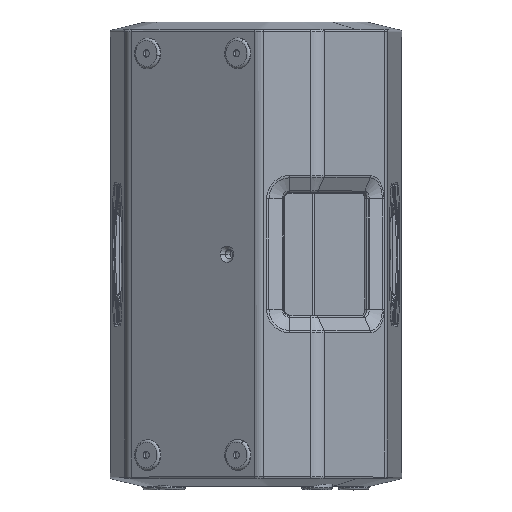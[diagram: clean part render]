
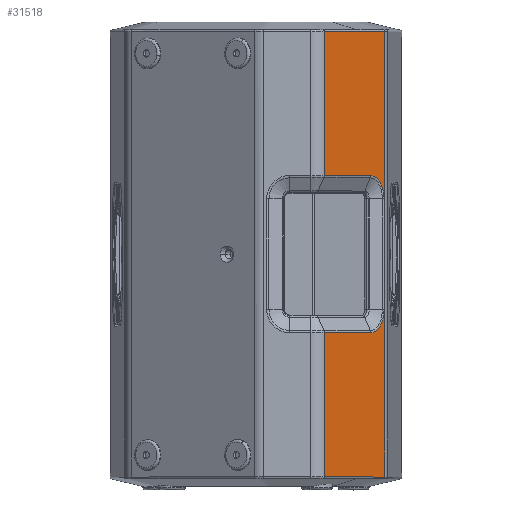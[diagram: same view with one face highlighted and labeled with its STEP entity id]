
A CAD part, top view. The second image highlights one B-rep face of the part: STEP entity #31518.
In plain terms, the highlighted planar face has unit normal (0.819, 0, 0.574).
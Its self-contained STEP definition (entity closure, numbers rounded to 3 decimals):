
#103 = CARTESIAN_POINT ( 'NONE',  ( 83.886, 275., 166.472 ) ) ;
#2446 = DIRECTION ( 'NONE',  ( -0.574, 0., 0.819 ) ) ;
#3207 = VERTEX_POINT ( 'NONE', #81149 ) ;
#6408 = CARTESIAN_POINT ( 'NONE',  ( 84.272, -273.441, 165.92 ) ) ;
#7222 = CARTESIAN_POINT ( 'NONE',  ( 157.235, -68., 61.719 ) ) ;
#7785 = CARTESIAN_POINT ( 'NONE',  ( 157.623, -273.44, 61.164 ) ) ;
#8800 = CIRCLE ( 'NONE', #95911, 28.483 ) ;
#9752 = VERTEX_POINT ( 'NONE', #52318 ) ;
#9799 = EDGE_CURVE ( 'NONE', #10777, #114309, #70770, .T. ) ;
#10064 = CARTESIAN_POINT ( 'NONE',  ( 157.237, 273.438, 61.715 ) ) ;
#10204 = LINE ( 'NONE', #85965, #119247 ) ;
#10777 = VERTEX_POINT ( 'NONE', #66819 ) ;
#10855 = EDGE_LOOP ( 'NONE', ( #41713, #104448, #80890, #36622, #73987, #121881, #44727, #82624, #112179, #130246 ) ) ;
#11921 = DIRECTION ( 'NONE',  ( 0., -1., 0. ) ) ;
#12322 = CARTESIAN_POINT ( 'NONE',  ( 140.898, -96.483, 85.05 ) ) ;
#15789 = DIRECTION ( 'NONE',  ( 0.574, 0., -0.819 ) ) ;
#16450 = PLANE ( 'NONE',  #27963 ) ;
#16854 = VECTOR ( 'NONE', #15789, 1000. ) ;
#18220 = CARTESIAN_POINT ( 'NONE',  ( 120.948, -273.438, 113.542 ) ) ;
#18697 = CARTESIAN_POINT ( 'NONE',  ( 157.237, -273.438, 61.715 ) ) ;
#19149 = CARTESIAN_POINT ( 'NONE',  ( 136.39, -273.438, 91.488 ) ) ;
#19556 = CARTESIAN_POINT ( 'NONE',  ( 83.886, 273.437, 166.472 ) ) ;
#20501 = CARTESIAN_POINT ( 'NONE',  ( 147.2, 273.438, 76.051 ) ) ;
#21607 = CARTESIAN_POINT ( 'NONE',  ( 83.886, -96.483, 166.472 ) ) ;
#25358 = CARTESIAN_POINT ( 'NONE',  ( 158.009, -273.438, 60.613 ) ) ;
#25985 = CARTESIAN_POINT ( 'NONE',  ( 134.504, 275., 94.181 ) ) ;
#27771 = CARTESIAN_POINT ( 'NONE',  ( 94.696, -273.438, 151.034 ) ) ;
#27963 = AXIS2_PLACEMENT_3D ( 'NONE', #25985, #89263, #109178 ) ;
#28237 = CARTESIAN_POINT ( 'NONE',  ( 84.658, -273.438, 165.369 ) ) ;
#30529 = CARTESIAN_POINT ( 'NONE',  ( 152.604, 273.438, 68.332 ) ) ;
#31190 = EDGE_CURVE ( 'NONE', #98578, #9752, #8800, .T. ) ;
#31518 = ADVANCED_FACE ( 'NONE', ( #73861 ), #16450, .F. ) ;
#32007 = CARTESIAN_POINT ( 'NONE',  ( 140.898, 68., 85.05 ) ) ;
#32288 = LINE ( 'NONE', #21607, #125094 ) ;
#32461 = VERTEX_POINT ( 'NONE', #56059 ) ;
#36481 = CARTESIAN_POINT ( 'NONE',  ( 83.886, -273.437, 166.472 ) ) ;
#36622 = ORIENTED_EDGE ( 'NONE', *, *, #83841, .T. ) ;
#38750 = CARTESIAN_POINT ( 'NONE',  ( 89.291, -273.438, 158.753 ) ) ;
#39137 = LINE ( 'NONE', #7222, #131923 ) ;
#39687 = CARTESIAN_POINT ( 'NONE',  ( 84.658, 273.438, 165.369 ) ) ;
#41498 = CARTESIAN_POINT ( 'NONE',  ( 105.505, 273.438, 135.596 ) ) ;
#41713 = ORIENTED_EDGE ( 'NONE', *, *, #122733, .T. ) ;
#42838 = CARTESIAN_POINT ( 'NONE',  ( 140.898, 96.483, 85.05 ) ) ;
#43887 = VERTEX_POINT ( 'NONE', #25358 ) ;
#44727 = ORIENTED_EDGE ( 'NONE', *, *, #85774, .T. ) ;
#48485 = CARTESIAN_POINT ( 'NONE',  ( 83.886, 96.483, 166.472 ) ) ;
#48779 = CARTESIAN_POINT ( 'NONE',  ( 86.588, -273.438, 162.612 ) ) ;
#50464 = B_SPLINE_CURVE_WITH_KNOTS ( 'NONE', 3,
 ( #72481, #92425, #10064, #134282, #92864, #30529, #20501, #124656, #91983, #41498, #133392, #113696, #103198, #61144, #39687, #102776, #123345 ),
 .UNSPECIFIED., .F., .F.,
 ( 4, 2, 1, 1, 1, 1, 1, 1, 1, 1, 1, 2, 4 ),
 ( 0., 0.002, 0.004, 0.008, 0.016, 0.032, 0.065, 0.097, 0.113, 0.121, 0.125, 0.127, 0.129 ),
 .UNSPECIFIED. ) ;
#52318 = CARTESIAN_POINT ( 'NONE',  ( 157.235, 68., 61.719 ) ) ;
#52964 = DIRECTION ( 'NONE',  ( -0.574, 0., 0.819 ) ) ;
#53756 = DIRECTION ( 'NONE',  ( 0., -1., 0. ) ) ;
#54567 = VECTOR ( 'NONE', #53756, 1000. ) ;
#56059 = CARTESIAN_POINT ( 'NONE',  ( 83.886, -273.437, 166.472 ) ) ;
#60645 = CARTESIAN_POINT ( 'NONE',  ( 152.604, -273.438, 68.332 ) ) ;
#61111 = CARTESIAN_POINT ( 'NONE',  ( 105.505, -273.438, 135.596 ) ) ;
#61144 = CARTESIAN_POINT ( 'NONE',  ( 85.43, 273.438, 164.266 ) ) ;
#65218 = VERTEX_POINT ( 'NONE', #48485 ) ;
#65873 = CARTESIAN_POINT ( 'NONE',  ( 83.886, -96.483, 166.472 ) ) ;
#66819 = CARTESIAN_POINT ( 'NONE',  ( 157.235, -68., 61.719 ) ) ;
#66995 = EDGE_CURVE ( 'NONE', #3207, #121705, #50464, .T. ) ;
#67302 = VERTEX_POINT ( 'NONE', #65873 ) ;
#69767 = CARTESIAN_POINT ( 'NONE',  ( 156.465, -273.438, 62.818 ) ) ;
#70219 = CARTESIAN_POINT ( 'NONE',  ( 85.43, -273.438, 164.266 ) ) ;
#70770 = CIRCLE ( 'NONE', #120893, 28.483 ) ;
#72481 = CARTESIAN_POINT ( 'NONE',  ( 158.009, 273.438, 60.613 ) ) ;
#73053 = EDGE_CURVE ( 'NONE', #65218, #98578, #120981, .T. ) ;
#73861 = FACE_OUTER_BOUND ( 'NONE', #10855, .T. ) ;
#73987 = ORIENTED_EDGE ( 'NONE', *, *, #9799, .T. ) ;
#76244 = EDGE_CURVE ( 'NONE', #32461, #43887, #88034, .T. ) ;
#80532 = CARTESIAN_POINT ( 'NONE',  ( 140.898, -68., 85.05 ) ) ;
#80890 = ORIENTED_EDGE ( 'NONE', *, *, #31190, .T. ) ;
#81149 = CARTESIAN_POINT ( 'NONE',  ( 158.009, 273.438, 60.613 ) ) ;
#82624 = ORIENTED_EDGE ( 'NONE', *, *, #76244, .T. ) ;
#83841 = EDGE_CURVE ( 'NONE', #9752, #10777, #39137, .T. ) ;
#84399 = EDGE_CURVE ( 'NONE', #114309, #67302, #32288, .T. ) ;
#84609 = DIRECTION ( 'NONE',  ( -0.574, 0., 0.819 ) ) ;
#85774 = EDGE_CURVE ( 'NONE', #67302, #32461, #124479, .T. ) ;
#85965 = CARTESIAN_POINT ( 'NONE',  ( 158.009, 275., 60.613 ) ) ;
#86026 = CARTESIAN_POINT ( 'NONE',  ( 83.886, 275., 166.472 ) ) ;
#88034 = B_SPLINE_CURVE_WITH_KNOTS ( 'NONE', 3,
 ( #36481, #6408, #28237, #70219, #48779, #38750, #27771, #61111, #18220, #19149, #123317, #60645, #121488, #69767, #18697, #7785, #133362 ),
 .UNSPECIFIED., .F., .F.,
 ( 4, 2, 1, 1, 1, 1, 1, 1, 1, 1, 1, 2, 4 ),
 ( 0., 0.002, 0.004, 0.008, 0.016, 0.032, 0.065, 0.097, 0.113, 0.121, 0.125, 0.127, 0.129 ),
 .UNSPECIFIED. ) ;
#89263 = DIRECTION ( 'NONE',  ( -0.819, 0., -0.574 ) ) ;
#91280 = EDGE_CURVE ( 'NONE', #43887, #3207, #10204, .T. ) ;
#91983 = CARTESIAN_POINT ( 'NONE',  ( 120.948, 273.438, 113.542 ) ) ;
#92425 = CARTESIAN_POINT ( 'NONE',  ( 157.623, 273.44, 61.164 ) ) ;
#92864 = CARTESIAN_POINT ( 'NONE',  ( 155.307, 273.438, 64.472 ) ) ;
#93969 = VECTOR ( 'NONE', #11921, 1000. ) ;
#94762 = DIRECTION ( 'NONE',  ( -0.819, 0., -0.574 ) ) ;
#95911 = AXIS2_PLACEMENT_3D ( 'NONE', #32007, #94762, #52964 ) ;
#98578 = VERTEX_POINT ( 'NONE', #42838 ) ;
#102776 = CARTESIAN_POINT ( 'NONE',  ( 84.272, 273.441, 165.92 ) ) ;
#103198 = CARTESIAN_POINT ( 'NONE',  ( 86.588, 273.438, 162.612 ) ) ;
#104448 = ORIENTED_EDGE ( 'NONE', *, *, #73053, .T. ) ;
#105363 = DIRECTION ( 'NONE',  ( -0.819, 0., -0.574 ) ) ;
#109178 = DIRECTION ( 'NONE',  ( -0.574, 0., 0.819 ) ) ;
#112179 = ORIENTED_EDGE ( 'NONE', *, *, #91280, .T. ) ;
#113696 = CARTESIAN_POINT ( 'NONE',  ( 89.291, 273.438, 158.753 ) ) ;
#114309 = VERTEX_POINT ( 'NONE', #12322 ) ;
#117697 = DIRECTION ( 'NONE',  ( 0., 1., 0. ) ) ;
#119247 = VECTOR ( 'NONE', #117697, 1000. ) ;
#120893 = AXIS2_PLACEMENT_3D ( 'NONE', #80532, #105363, #84609 ) ;
#120981 = LINE ( 'NONE', #129957, #16854 ) ;
#121488 = CARTESIAN_POINT ( 'NONE',  ( 155.307, -273.438, 64.472 ) ) ;
#121613 = LINE ( 'NONE', #103, #93969 ) ;
#121705 = VERTEX_POINT ( 'NONE', #19556 ) ;
#121881 = ORIENTED_EDGE ( 'NONE', *, *, #84399, .T. ) ;
#122733 = EDGE_CURVE ( 'NONE', #121705, #65218, #121613, .T. ) ;
#123317 = CARTESIAN_POINT ( 'NONE',  ( 147.2, -273.438, 76.051 ) ) ;
#123345 = CARTESIAN_POINT ( 'NONE',  ( 83.886, 273.437, 166.472 ) ) ;
#124479 = LINE ( 'NONE', #86026, #54567 ) ;
#124656 = CARTESIAN_POINT ( 'NONE',  ( 136.39, 273.438, 91.488 ) ) ;
#125094 = VECTOR ( 'NONE', #2446, 1000. ) ;
#129957 = CARTESIAN_POINT ( 'NONE',  ( 140.898, 96.483, 85.05 ) ) ;
#130246 = ORIENTED_EDGE ( 'NONE', *, *, #66995, .T. ) ;
#131923 = VECTOR ( 'NONE', #132822, 1000. ) ;
#132822 = DIRECTION ( 'NONE',  ( 0., -1., 0. ) ) ;
#133362 = CARTESIAN_POINT ( 'NONE',  ( 158.009, -273.438, 60.613 ) ) ;
#133392 = CARTESIAN_POINT ( 'NONE',  ( 94.696, 273.438, 151.034 ) ) ;
#134282 = CARTESIAN_POINT ( 'NONE',  ( 156.465, 273.438, 62.818 ) ) ;
